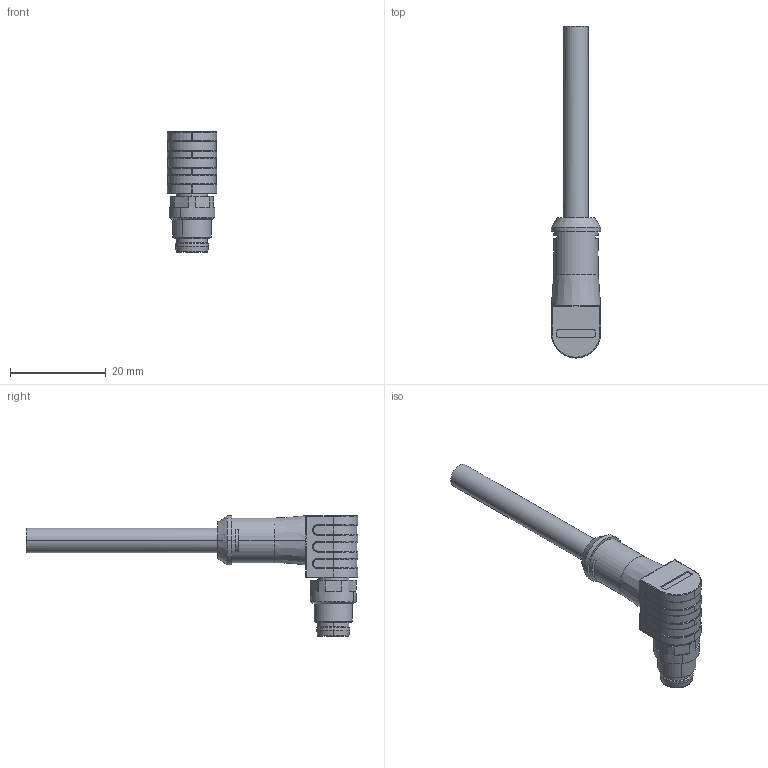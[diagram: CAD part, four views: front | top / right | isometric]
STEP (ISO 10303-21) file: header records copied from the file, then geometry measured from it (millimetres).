
FILE_DESCRIPTION(('CATIA V5 STEP Exchange','CAx-IF Rec.Pracs.--- Model Styling and Organization---1.5--- 2016-08-15','CAx-IF Rec.Pracs.---Supplemental Geometry---1.0---2011-11-01','CAx-IF Rec.Pracs.--- Composite Materials ---1.1---2010-07-15'),'2;1');
FILE_NAME ('433477-2_0', '2025-03-17T06:57:28+00:00', ('none'), ('Weidmueller'), 'CATIA Version 5-6 Release 2022 SP4 HF5', 'CATIA V5 STEP AP214 v3', 'none');
FILE_SCHEMA(('AUTOMOTIVE_DESIGN { 1 0 10303 214 1 1 1 1 }'));
Length unit declared in the file: millimetre
Products named in the file (1): 1906580000
Bounding box: 10.3 x 69.3 x 25.2 mm (x, y, z)
Volume: 3920.7 mm3; surface area: 2449.4 mm2
Topology: 1 solids, 1 shells, 232 faces, 590 edges, 356 vertices
Faces by surface type: cylinder 98, torus 50, plane 50, cone 18, sphere 10, bspline 6
Entity records: 7051 total; most frequent: CARTESIAN_POINT 1984, ORIENTED_EDGE 1152, DIRECTION 800, EDGE_CURVE 576, AXIS2_PLACEMENT_3D 432, VERTEX_POINT 356, CIRCLE 267, EDGE_LOOP 242
